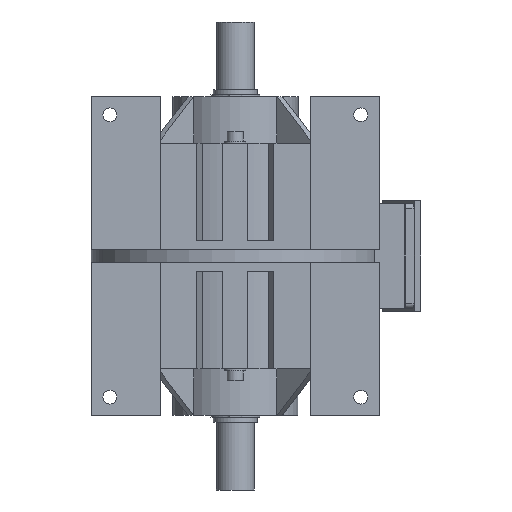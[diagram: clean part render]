
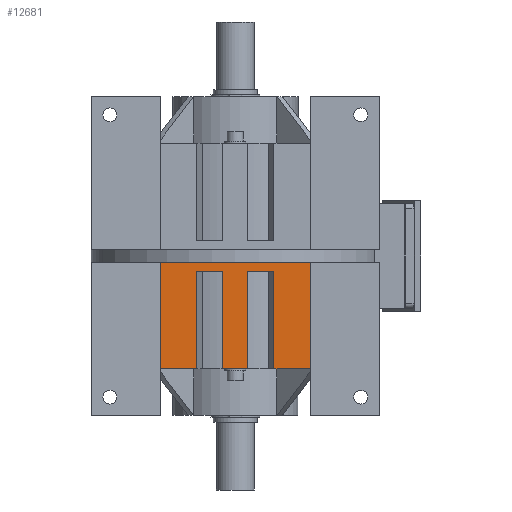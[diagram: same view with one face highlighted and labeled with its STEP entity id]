
A CAD part, front view. The second image highlights one B-rep face of the part: STEP entity #12681.
In plain terms, the highlighted planar face has unit normal (0, -1, 0).
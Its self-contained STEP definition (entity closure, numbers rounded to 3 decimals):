
#3449 = CARTESIAN_POINT ( 'NONE',  ( 60., -115., -8. ) ) ;
#3822 = CARTESIAN_POINT ( 'NONE',  ( -60., -115., -92.5 ) ) ;
#3825 = CARTESIAN_POINT ( 'NONE',  ( -60., -115., -8. ) ) ;
#3930 = DIRECTION ( 'NONE',  ( 0., 0., 1. ) ) ;
#3931 = VECTOR ( 'NONE', #3930, 1000. ) ;
#3932 = CARTESIAN_POINT ( 'NONE',  ( -60., -115., -22. ) ) ;
#3933 = LINE ( 'NONE', #3932, #3931 ) ;
#4199 = CARTESIAN_POINT ( 'NONE',  ( 60., -115., -92.5 ) ) ;
#4200 = DIRECTION ( 'NONE',  ( 0., 0., 1. ) ) ;
#4201 = VECTOR ( 'NONE', #4200, 1000. ) ;
#4202 = CARTESIAN_POINT ( 'NONE',  ( 60., -115., -22. ) ) ;
#4203 = LINE ( 'NONE', #4202, #4201 ) ;
#4319 = CARTESIAN_POINT ( 'NONE',  ( -10.061, -115., -15. ) ) ;
#4320 = DIRECTION ( 'NONE',  ( 0., 0., 1. ) ) ;
#4321 = VECTOR ( 'NONE', #4320, 1000. ) ;
#4322 = CARTESIAN_POINT ( 'NONE',  ( -10.061, -115., -22. ) ) ;
#4323 = LINE ( 'NONE', #4322, #4321 ) ;
#4328 = CARTESIAN_POINT ( 'NONE',  ( -30.814, -115., -92.5 ) ) ;
#4354 = CARTESIAN_POINT ( 'NONE',  ( 10.061, -115., -92.5 ) ) ;
#4355 = CARTESIAN_POINT ( 'NONE',  ( -10.061, -115., -92.5 ) ) ;
#4356 = CARTESIAN_POINT ( 'NONE',  ( 10.061, -115., -92.5 ) ) ;
#4357 = B_SPLINE_CURVE_WITH_KNOTS ( 'NONE', 1,
 ( #4355, #4354 ),
 .UNSPECIFIED., .F., .F.,
 ( 2, 2 ),
 ( 0., 1. ),
 .UNSPECIFIED. ) ;
#4358 = DIRECTION ( 'NONE',  ( -1., 0., 0. ) ) ;
#4359 = VECTOR ( 'NONE', #4358, 1000. ) ;
#4360 = CARTESIAN_POINT ( 'NONE',  ( 0., -115., -15. ) ) ;
#4361 = LINE ( 'NONE', #4360, #4359 ) ;
#4362 = DIRECTION ( 'NONE',  ( 1., 0., 0. ) ) ;
#4363 = DIRECTION ( 'NONE',  ( 0., -1., 0. ) ) ;
#4364 = CARTESIAN_POINT ( 'NONE',  ( 0., -115., -22. ) ) ;
#4365 = AXIS2_PLACEMENT_3D ( 'NONE', #4364, #4363, #4362 ) ;
#4366 = PLANE ( 'NONE',  #4365 ) ;
#4367 = FACE_OUTER_BOUND ( 'NONE', #12686, .T. ) ;
#4368 = CARTESIAN_POINT ( 'NONE',  ( -30.814, -115., -15. ) ) ;
#4369 = CARTESIAN_POINT ( 'NONE',  ( -10.061, -115., -92.5 ) ) ;
#4370 = DIRECTION ( 'NONE',  ( 0., 0., -1. ) ) ;
#4371 = VECTOR ( 'NONE', #4370, 1000. ) ;
#4372 = CARTESIAN_POINT ( 'NONE',  ( -30.814, -115., -22. ) ) ;
#4373 = LINE ( 'NONE', #4372, #4371 ) ;
#6439 = EDGE_CURVE ( 'NONE', #6440, #12685, #14849, .T. ) ;
#6440 = VERTEX_POINT ( 'NONE', #14845 ) ;
#6441 = ORIENTED_EDGE ( 'NONE', *, *, #6442, .F. ) ;
#6442 = EDGE_CURVE ( 'NONE', #6443, #6440, #14900, .T. ) ;
#6443 = VERTEX_POINT ( 'NONE', #14896 ) ;
#6444 = ORIENTED_EDGE ( 'NONE', *, *, #6445, .F. ) ;
#6445 = EDGE_CURVE ( 'NONE', #6446, #6443, #14895, .T. ) ;
#6446 = VERTEX_POINT ( 'NONE', #14891 ) ;
#6447 = ORIENTED_EDGE ( 'NONE', *, *, #6448, .T. ) ;
#6448 = EDGE_CURVE ( 'NONE', #6446, #12613, #14890, .T. ) ;
#6450 = ORIENTED_EDGE ( 'NONE', *, *, #12611, .T. ) ;
#6451 = ORIENTED_EDGE ( 'NONE', *, *, #6452, .F. ) ;
#6452 = EDGE_CURVE ( 'NONE', #8575, #12155, #14887, .T. ) ;
#6505 = ORIENTED_EDGE ( 'NONE', *, *, #6506, .F. ) ;
#6506 = EDGE_CURVE ( 'NONE', #12369, #8575, #15014, .T. ) ;
#6507 = ORIENTED_EDGE ( 'NONE', *, *, #12435, .F. ) ;
#6508 = ORIENTED_EDGE ( 'NONE', *, *, #6509, .T. ) ;
#6509 = EDGE_CURVE ( 'NONE', #12373, #12671, #15008, .T. ) ;
#8575 = VERTEX_POINT ( 'NONE', #18468 ) ;
#12155 = VERTEX_POINT ( 'NONE', #3449 ) ;
#12369 = VERTEX_POINT ( 'NONE', #3825 ) ;
#12373 = VERTEX_POINT ( 'NONE', #3822 ) ;
#12435 = EDGE_CURVE ( 'NONE', #12373, #12369, #3933, .T. ) ;
#12611 = EDGE_CURVE ( 'NONE', #12613, #12155, #4203, .T. ) ;
#12613 = VERTEX_POINT ( 'NONE', #4199 ) ;
#12670 = ORIENTED_EDGE ( 'NONE', *, *, #12682, .F. ) ;
#12671 = VERTEX_POINT ( 'NONE', #4328 ) ;
#12672 = ORIENTED_EDGE ( 'NONE', *, *, #12683, .T. ) ;
#12673 = EDGE_CURVE ( 'NONE', #12677, #12674, #4323, .T. ) ;
#12674 = VERTEX_POINT ( 'NONE', #4319 ) ;
#12676 = EDGE_CURVE ( 'NONE', #12680, #12671, #4373, .T. ) ;
#12677 = VERTEX_POINT ( 'NONE', #4369 ) ;
#12678 = ORIENTED_EDGE ( 'NONE', *, *, #12673, .F. ) ;
#12679 = ORIENTED_EDGE ( 'NONE', *, *, #12676, .F. ) ;
#12680 = VERTEX_POINT ( 'NONE', #4368 ) ;
#12681 = ADVANCED_FACE ( 'NONE', ( #4367 ), #4366, .T. ) ;
#12682 = EDGE_CURVE ( 'NONE', #12674, #12680, #4361, .T. ) ;
#12683 = EDGE_CURVE ( 'NONE', #12677, #12685, #4357, .T. ) ;
#12684 = ORIENTED_EDGE ( 'NONE', *, *, #6439, .F. ) ;
#12685 = VERTEX_POINT ( 'NONE', #4356 ) ;
#12686 = EDGE_LOOP ( 'NONE', ( #12679, #12670, #12678, #12672, #12684, #6441, #6444, #6447, #6450, #6451, #6505, #6507, #6508 ) ) ;
#14845 = CARTESIAN_POINT ( 'NONE',  ( 10.061, -115., -15. ) ) ;
#14846 = DIRECTION ( 'NONE',  ( 0., 0., -1. ) ) ;
#14847 = VECTOR ( 'NONE', #14846, 1000. ) ;
#14848 = CARTESIAN_POINT ( 'NONE',  ( 10.061, -115., -22. ) ) ;
#14849 = LINE ( 'NONE', #14848, #14847 ) ;
#14884 = DIRECTION ( 'NONE',  ( 1., 0., 0. ) ) ;
#14885 = VECTOR ( 'NONE', #14884, 1000. ) ;
#14886 = CARTESIAN_POINT ( 'NONE',  ( 0., -115., -8. ) ) ;
#14887 = LINE ( 'NONE', #14886, #14885 ) ;
#14888 = CARTESIAN_POINT ( 'NONE',  ( 60., -115., -92.5 ) ) ;
#14889 = CARTESIAN_POINT ( 'NONE',  ( 30.814, -115., -92.5 ) ) ;
#14890 = B_SPLINE_CURVE_WITH_KNOTS ( 'NONE', 1,
 ( #14889, #14888 ),
 .UNSPECIFIED., .F., .F.,
 ( 2, 2 ),
 ( 0., 1. ),
 .UNSPECIFIED. ) ;
#14891 = CARTESIAN_POINT ( 'NONE',  ( 30.814, -115., -92.5 ) ) ;
#14892 = DIRECTION ( 'NONE',  ( 0., 0., 1. ) ) ;
#14893 = VECTOR ( 'NONE', #14892, 1000. ) ;
#14894 = CARTESIAN_POINT ( 'NONE',  ( 30.814, -115., -22. ) ) ;
#14895 = LINE ( 'NONE', #14894, #14893 ) ;
#14896 = CARTESIAN_POINT ( 'NONE',  ( 30.814, -115., -15. ) ) ;
#14897 = DIRECTION ( 'NONE',  ( -1., 0., 0. ) ) ;
#14898 = VECTOR ( 'NONE', #14897, 1000. ) ;
#14899 = CARTESIAN_POINT ( 'NONE',  ( 0., -115., -15. ) ) ;
#14900 = LINE ( 'NONE', #14899, #14898 ) ;
#15004 = CARTESIAN_POINT ( 'NONE',  ( -30.814, -115., -92.5 ) ) ;
#15005 = CARTESIAN_POINT ( 'NONE',  ( -60., -115., -92.5 ) ) ;
#15008 = B_SPLINE_CURVE_WITH_KNOTS ( 'NONE', 1,
 ( #15005, #15004 ),
 .UNSPECIFIED., .F., .F.,
 ( 2, 2 ),
 ( 0., 1. ),
 .UNSPECIFIED. ) ;
#15011 = DIRECTION ( 'NONE',  ( 1., 0., 0. ) ) ;
#15012 = VECTOR ( 'NONE', #15011, 1000. ) ;
#15013 = CARTESIAN_POINT ( 'NONE',  ( 0., -115., -8. ) ) ;
#15014 = LINE ( 'NONE', #15013, #15012 ) ;
#18468 = CARTESIAN_POINT ( 'NONE',  ( 0., -115., -8. ) ) ;
